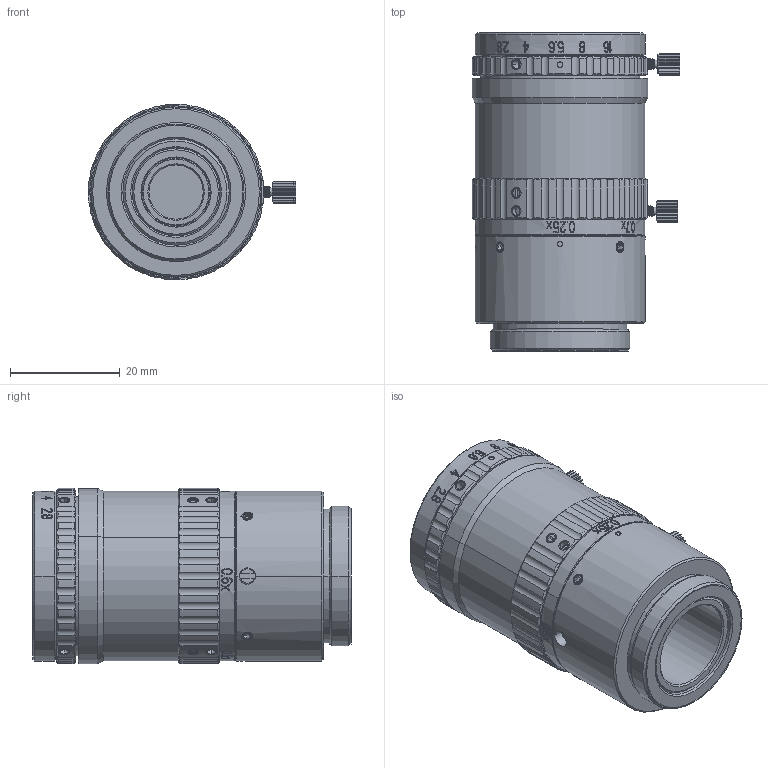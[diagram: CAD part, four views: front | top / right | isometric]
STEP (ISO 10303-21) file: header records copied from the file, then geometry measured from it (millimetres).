
FILE_DESCRIPTION(('FreeCAD Model'),'2;1');
FILE_NAME('Open CASCADE Shape Model','2025-01-21T11:32:01',('Author'),( ''),'Open CASCADE STEP processor 7.8','FreeCAD','Unknown');
FILE_SCHEMA(('AUTOMOTIVE_DESIGN { 1 0 10303 214 1 1 1 1 }'));
Length unit declared in the file: millimetre
Products named in the file (81): VA-LCM-12MP-35MM-F2.8-110-MACRO; 505_AF0; COMPOUND002; COMPOUND; COMPOUND001; COMPOUND005; COMPOUND003; COMPOUND004; 202_AF0_ASM; 502_AF0; SOLID; COMPOUND010; COMPOUND006; COMPOUND007; COMPOUND008; COMPOUND009; 306_AF0; 514_AF0; SOLID001; SHELL; 201_AF0_ASM; 501_AF0; SOLID002; SHELL001; 301_AF0; 511_AF0; SOLID003; SHELL002; 515_AF0; SOLID004; SHELL003; 507_AF0; SOLID005; COMPOUND018; COMPOUND011; COMPOUND012; COMPOUND013; COMPOUND014; COMPOUND015; COMPOUND016 ...
Assembly tree (80 placements, depth 5):
  VA-LCM-12MP-35MM-F2.8-110-MACRO
    505_AF0
      COMPOUND002
        COMPOUND
        COMPOUND001
      COMPOUND005
        COMPOUND003
        COMPOUND004
    202_AF0_ASM
      502_AF0
        SOLID
        COMPOUND010
          COMPOUND006
          COMPOUND007
          COMPOUND008
          COMPOUND009
      306_AF0
      514_AF0
        SOLID001
        SHELL
    201_AF0_ASM
      501_AF0
        SOLID002
        SHELL001
      301_AF0
      511_AF0
        SOLID003
        SHELL002
    515_AF0
      SOLID004
      SHELL003
    507_AF0
      SOLID005
      COMPOUND018
        COMPOUND011
        COMPOUND012
        COMPOUND013
        COMPOUND014
        COMPOUND015
        COMPOUND016
        COMPOUND017
    506_AF0
      SOLID006
      COMPOUND027
        COMPOUND019
        COMPOUND020
        COMPOUND021
        COMPOUND022
        COMPOUND023
        COMPOUND024
        COMPOUND025
        COMPOUND026
    504_AF0
      SOLID007
      COMPOUND034
        COMPOUND028
        COMPOUND029
        COMPOUND030
        COMPOUND031
        COMPOUND032
Bounding box: 37.78 x 58 x 31.98 mm (x, y, z)
Volume: 8232.6 mm3; surface area: 25929.5 mm2
Topology: 28 solids, 61 shells, 1904 faces, 5072 edges, 3260 vertices
Faces by surface type: bspline 861, cylinder 511, cone 274, plane 243, torus 15
Entity records: 79915 total; most frequent: CARTESIAN_POINT 37416, ORIENTED_EDGE 9984, DIRECTION 5827, EDGE_CURVE 5062, VERTEX_POINT 3260, B_SPLINE_CURVE_WITH_KNOTS 2700, AXIS2_PLACEMENT_3D 2341, FACE_BOUND 2076
